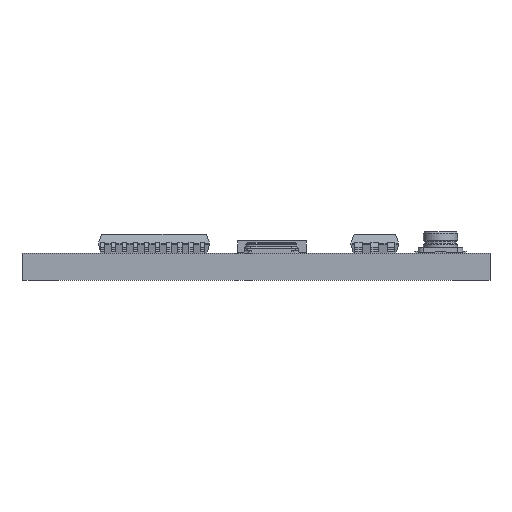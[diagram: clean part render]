
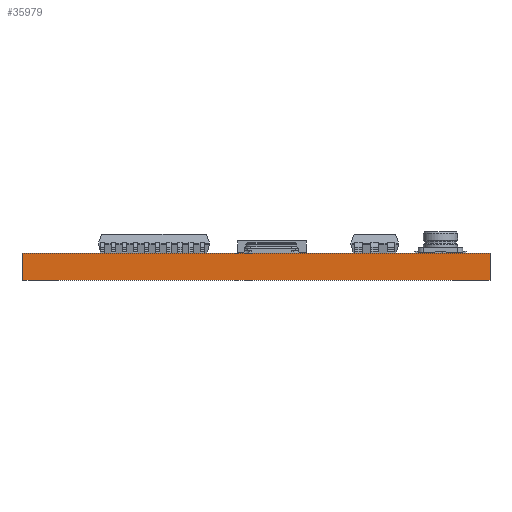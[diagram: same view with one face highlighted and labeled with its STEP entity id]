
A CAD part, front view. The second image highlights one B-rep face of the part: STEP entity #35979.
In plain terms, the highlighted planar face has unit normal (0, -1, 0).
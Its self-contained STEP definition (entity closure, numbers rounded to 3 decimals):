
#4190=LINE('',#59520,#8305);
#4292=LINE('',#59768,#8407);
#4297=LINE('',#59780,#8412);
#4298=LINE('',#59781,#8413);
#8305=VECTOR('',#48005,10.);
#8407=VECTOR('',#48227,10.);
#8412=VECTOR('',#48242,10.);
#8413=VECTOR('',#48243,10.);
#9867=PLANE('',#38826);
#12110=FACE_OUTER_BOUND('',#14075,.T.);
#14075=EDGE_LOOP('',(#33157,#33158,#33159,#33160));
#18118=VERTEX_POINT('',#59517);
#18119=VERTEX_POINT('',#59519);
#18205=VERTEX_POINT('',#59767);
#18207=VERTEX_POINT('',#59779);
#23103=EDGE_CURVE('',#18118,#18119,#4190,.T.);
#23227=EDGE_CURVE('',#18119,#18205,#4292,.T.);
#23233=EDGE_CURVE('',#18118,#18207,#4297,.T.);
#23234=EDGE_CURVE('',#18205,#18207,#4298,.T.);
#33157=ORIENTED_EDGE('',*,*,#23103,.F.);
#33158=ORIENTED_EDGE('',*,*,#23233,.T.);
#33159=ORIENTED_EDGE('',*,*,#23234,.F.);
#33160=ORIENTED_EDGE('',*,*,#23227,.F.);
#35979=ADVANCED_FACE('',(#12110),#9867,.T.);
#38826=AXIS2_PLACEMENT_3D('',#59778,#48240,#48241);
#48005=DIRECTION('',(-1.,0.,0.));
#48227=DIRECTION('',(0.,0.,1.));
#48240=DIRECTION('center_axis',(0.,-1.,0.));
#48241=DIRECTION('ref_axis',(1.,0.,0.));
#48242=DIRECTION('',(0.,0.,1.));
#48243=DIRECTION('',(1.,0.,0.));
#59517=CARTESIAN_POINT('',(13.7,-7.2,0.));
#59519=CARTESIAN_POINT('',(-13.7,-7.2,0.));
#59520=CARTESIAN_POINT('',(13.7,-7.2,0.));
#59767=CARTESIAN_POINT('',(-13.7,-7.2,1.6));
#59768=CARTESIAN_POINT('',(-13.7,-7.2,0.));
#59778=CARTESIAN_POINT('Origin',(-13.7,-7.2,0.));
#59779=CARTESIAN_POINT('',(13.7,-7.2,1.6));
#59780=CARTESIAN_POINT('',(13.7,-7.2,0.));
#59781=CARTESIAN_POINT('',(13.7,-7.2,1.6));
